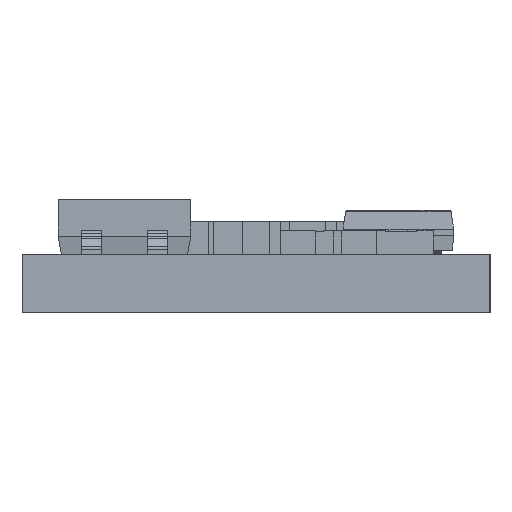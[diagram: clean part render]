
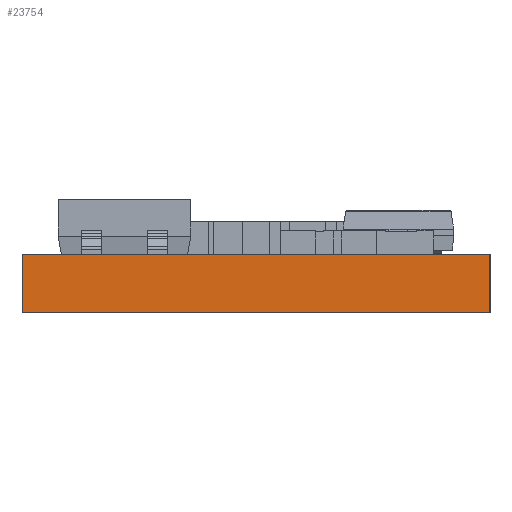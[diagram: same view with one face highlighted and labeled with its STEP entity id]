
A CAD part, left-side view. The second image highlights one B-rep face of the part: STEP entity #23754.
In plain terms, the highlighted planar face has unit normal (-1, 0, 0).
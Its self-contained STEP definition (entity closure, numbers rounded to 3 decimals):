
#2127 = CARTESIAN_POINT ( 'NONE',  ( 0., 12.7, 0. ) ) ;
#4200 = EDGE_CURVE ( 'NONE', #5672, #4328, #39572, .T. ) ;
#4328 = VERTEX_POINT ( 'NONE', #26056 ) ;
#4812 = CARTESIAN_POINT ( 'NONE',  ( 0., 12.7, 1.575 ) ) ;
#5095 = CARTESIAN_POINT ( 'NONE',  ( 0., 0., 1.575 ) ) ;
#5672 = VERTEX_POINT ( 'NONE', #2127 ) ;
#6506 = LINE ( 'NONE', #44403, #27484 ) ;
#7452 = DIRECTION ( 'NONE',  ( 0., 0., -1. ) ) ;
#8223 = LINE ( 'NONE', #35467, #23490 ) ;
#9107 = PLANE ( 'NONE',  #38112 ) ;
#9390 = DIRECTION ( 'NONE',  ( 0., -1., 0. ) ) ;
#11202 = EDGE_CURVE ( 'NONE', #12098, #51110, #49233, .T. ) ;
#12098 = VERTEX_POINT ( 'NONE', #4812 ) ;
#14036 = ORIENTED_EDGE ( 'NONE', *, *, #39925, .F. ) ;
#17126 = DIRECTION ( 'NONE',  ( 0., 0., -1. ) ) ;
#19551 = VECTOR ( 'NONE', #9390, 1000. ) ;
#21848 = VECTOR ( 'NONE', #50100, 1000. ) ;
#21858 = CARTESIAN_POINT ( 'NONE',  ( 0., 12.7, 0. ) ) ;
#23490 = VECTOR ( 'NONE', #7452, 1000. ) ;
#23754 = ADVANCED_FACE ( 'NONE', ( #24542 ), #9107, .F. ) ;
#24542 = FACE_OUTER_BOUND ( 'NONE', #28670, .T. ) ;
#26056 = CARTESIAN_POINT ( 'NONE',  ( 0., 0., 0. ) ) ;
#27484 = VECTOR ( 'NONE', #43884, 1000. ) ;
#28670 = EDGE_LOOP ( 'NONE', ( #45176, #46779, #14036, #40371 ) ) ;
#29137 = DIRECTION ( 'NONE',  ( 1., 0., 0. ) ) ;
#35467 = CARTESIAN_POINT ( 'NONE',  ( 0., 0., 1.575 ) ) ;
#38112 = AXIS2_PLACEMENT_3D ( 'NONE', #41173, #29137, #17126 ) ;
#39572 = LINE ( 'NONE', #21858, #21848 ) ;
#39715 = CARTESIAN_POINT ( 'NONE',  ( 0., 0., 1.575 ) ) ;
#39925 = EDGE_CURVE ( 'NONE', #5672, #12098, #6506, .T. ) ;
#40371 = ORIENTED_EDGE ( 'NONE', *, *, #4200, .T. ) ;
#41173 = CARTESIAN_POINT ( 'NONE',  ( 0., 12.7, 1.575 ) ) ;
#42433 = EDGE_CURVE ( 'NONE', #51110, #4328, #8223, .T. ) ;
#43884 = DIRECTION ( 'NONE',  ( 0., 0., 1. ) ) ;
#44403 = CARTESIAN_POINT ( 'NONE',  ( 0., 12.7, 1.575 ) ) ;
#45176 = ORIENTED_EDGE ( 'NONE', *, *, #42433, .F. ) ;
#46779 = ORIENTED_EDGE ( 'NONE', *, *, #11202, .F. ) ;
#49233 = LINE ( 'NONE', #5095, #19551 ) ;
#50100 = DIRECTION ( 'NONE',  ( 0., -1., 0. ) ) ;
#51110 = VERTEX_POINT ( 'NONE', #39715 ) ;
